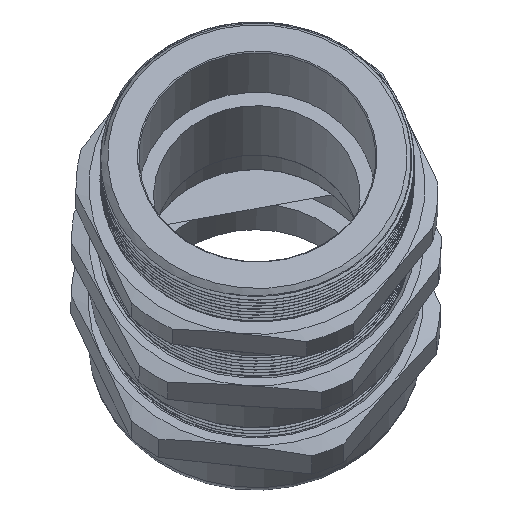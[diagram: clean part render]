
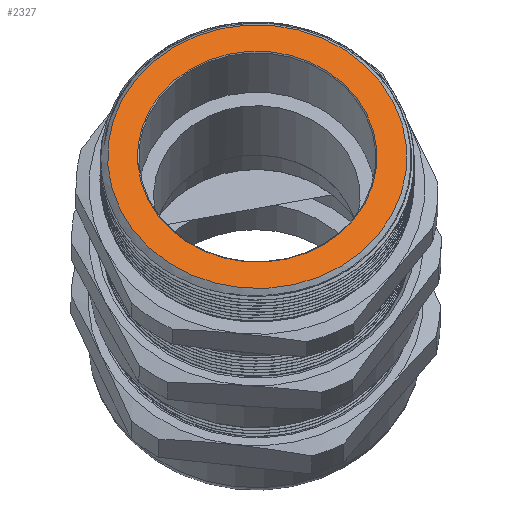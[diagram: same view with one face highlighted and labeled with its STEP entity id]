
A CAD part, left-side view. The second image highlights one B-rep face of the part: STEP entity #2327.
In plain terms, the highlighted face is planar.
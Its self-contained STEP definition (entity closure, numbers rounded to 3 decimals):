
#277=PLANE('',#2727);
#409=FACE_BOUND('',#810,.T.);
#572=FACE_OUTER_BOUND('',#809,.T.);
#809=EDGE_LOOP('',(#2108));
#810=EDGE_LOOP('',(#2109));
#938=CIRCLE('',#2656,35.654);
#973=CIRCLE('',#2726,28.535);
#1176=VERTEX_POINT('',#9851);
#1225=VERTEX_POINT('',#13346);
#1442=EDGE_CURVE('',#1176,#1176,#938,.T.);
#1523=EDGE_CURVE('',#1225,#1225,#973,.T.);
#2108=ORIENTED_EDGE('',*,*,#1442,.T.);
#2109=ORIENTED_EDGE('',*,*,#1523,.T.);
#2327=ADVANCED_FACE('',(#572,#409),#277,.T.);
#2656=AXIS2_PLACEMENT_3D('',#9852,#3253,#3254);
#2726=AXIS2_PLACEMENT_3D('',#13347,#3405,#3406);
#2727=AXIS2_PLACEMENT_3D('',#13348,#3407,#3408);
#3253=DIRECTION('center_axis',(-1.,0.,0.));
#3254=DIRECTION('ref_axis',(0.,1.,0.));
#3405=DIRECTION('center_axis',(1.,0.,0.));
#3406=DIRECTION('ref_axis',(0.,0.,-1.));
#3407=DIRECTION('center_axis',(-1.,0.,0.));
#3408=DIRECTION('ref_axis',(0.,0.,1.));
#9851=CARTESIAN_POINT('',(-47.08,35.654,0.));
#9852=CARTESIAN_POINT('Origin',(-47.08,0.,0.));
#13346=CARTESIAN_POINT('',(-47.08,28.535,0.));
#13347=CARTESIAN_POINT('Origin',(-47.08,0.,0.));
#13348=CARTESIAN_POINT('Origin',(-47.08,36.654,0.));
